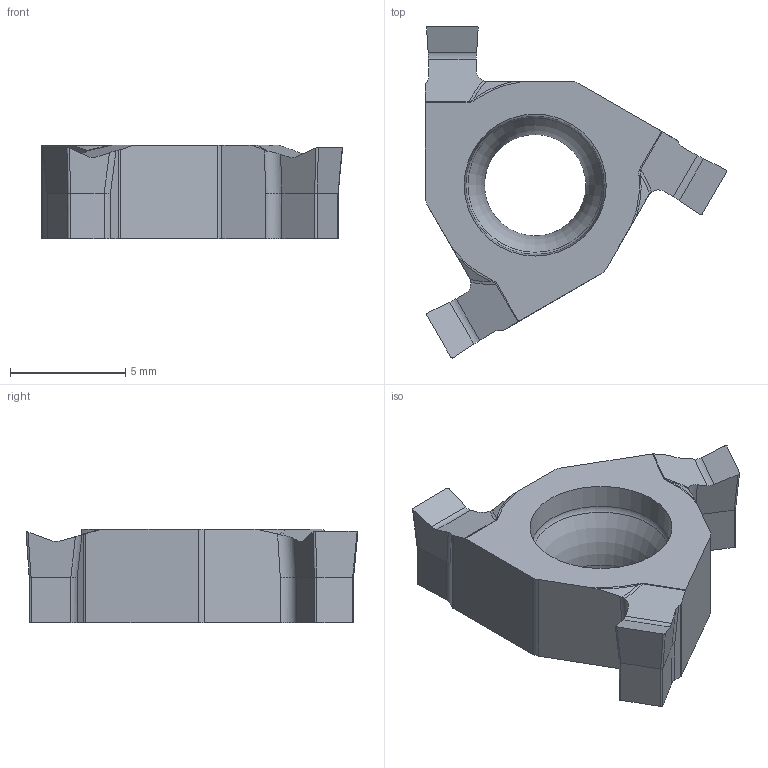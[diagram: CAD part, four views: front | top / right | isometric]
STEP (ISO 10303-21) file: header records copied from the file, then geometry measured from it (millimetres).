
FILE_DESCRIPTION(/* description */ (''),/* implementation_level */ '2;1');
FILE_NAME(/* name */ 'aaa328058_a.stp',/* time_stamp */ '2018-12-13T14:36:07+01:00',/* author */ (''),/* organization */ ('SMS'),/* preprocessor_version */ 'ST-DEVELOPER v15',/* originating_system */ 'SIEMENS PLM Software NX 8.5',/* authorisation */ '');
FILE_SCHEMA (('AUTOMOTIVE_DESIGN { 1 0 10303 214 3 1 1 1 }'));
Length unit declared in the file: millimetre
Products named in the file (1): AAA328058_A
Bounding box: 13.06 x 14.4 x 4.07 mm (x, y, z)
Volume: 292 mm3; surface area: 404.7 mm2
Topology: 1 solids, 1 shells, 87 faces, 249 edges, 166 vertices
Faces by surface type: cylinder 37, plane 35, bspline 6, torus 5, cone 4
Full cylindrical faces by diameter (mm): 4.4 x1
Entity records: 3225 total; most frequent: CARTESIAN_POINT 890, ORIENTED_EDGE 484, DIRECTION 483, EDGE_CURVE 242, AXIS2_PLACEMENT_3D 177, VERTEX_POINT 161, LINE 129, VECTOR 129
